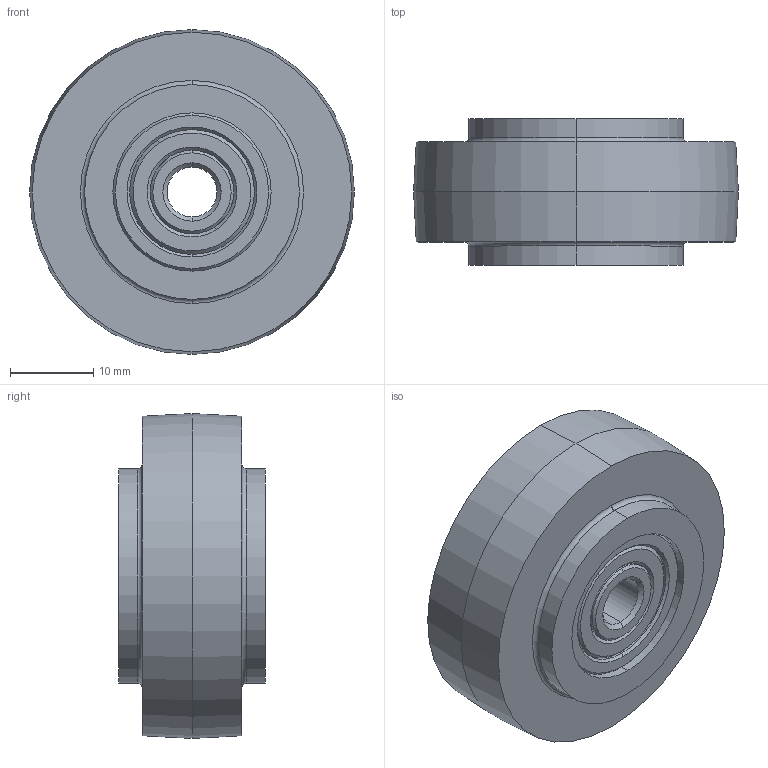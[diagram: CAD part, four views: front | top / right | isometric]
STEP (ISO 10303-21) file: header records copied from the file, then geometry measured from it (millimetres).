
FILE_DESCRIPTION (( 'STEP AP214' ), '1' );
FILE_NAME ('093022.STEP', '2014-08-19T10:10:50', ( '' ), ( '' ), 'SwSTEP 2.0', 'SolidWorks 2014', '' );
FILE_SCHEMA (( 'AUTOMOTIVE_DESIGN' ));
Length unit declared in the file: millimetre
Products named in the file (8): 093022; 093022r_Standard; 340me014-i_Standard; 340me014-a_Standard; 340me014-k_Standard; 340me014-s_Standard; 340me014_Standard; 340me012_Standard
Assembly tree (10 placements, depth 3):
  093022
    093022r_Standard
    340me014_Standard  x2
      340me014-i_Standard
      340me014-a_Standard
      340me014-k_Standard
      340me014-s_Standard
    340me012_Standard
Bounding box: 39 x 17.6 x 39 mm (x, y, z)
Volume: 14899.7 mm3; surface area: 8904.6 mm2
Topology: 14 solids, 14 shells, 162 faces, 336 edges, 198 vertices
Faces by surface type: cone 60, cylinder 54, plane 24, torus 16, sphere 8
Entity records: 2630 total; most frequent: DIRECTION 490, CARTESIAN_POINT 378, ORIENTED_EDGE 348, AXIS2_PLACEMENT_3D 214, EDGE_CURVE 174, CIRCLE 112, EDGE_LOOP 102, VERTEX_POINT 102
